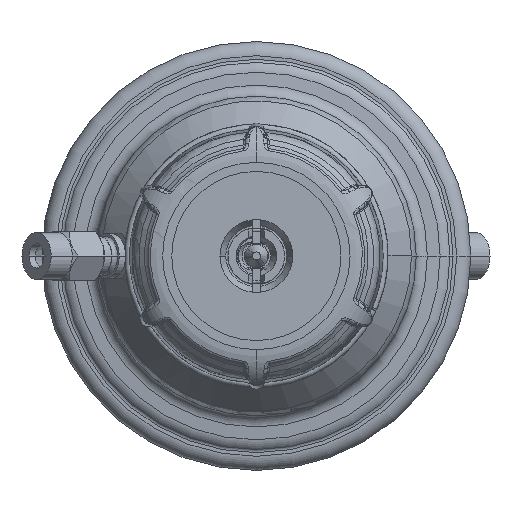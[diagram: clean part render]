
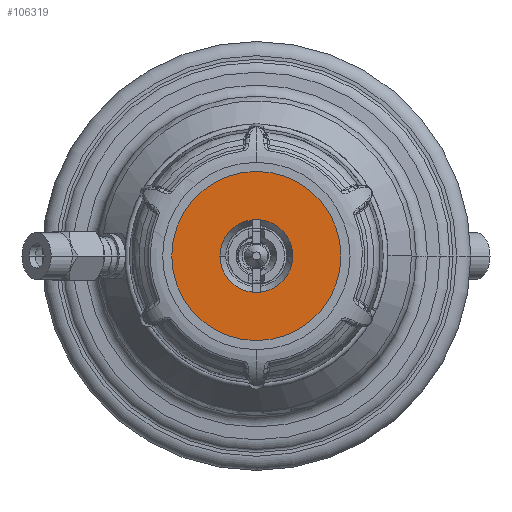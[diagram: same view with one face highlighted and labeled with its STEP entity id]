
A CAD part, front view. The second image highlights one B-rep face of the part: STEP entity #106319.
In plain terms, the highlighted planar face has unit normal (0, -1, 0).
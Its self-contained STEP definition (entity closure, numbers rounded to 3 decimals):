
#25800=CARTESIAN_POINT('',(0.,-231.623,0.));
#25801=DIRECTION('',(0.,1.,0.));
#25802=DIRECTION('',(0.,0.,-1.));
#25803=AXIS2_PLACEMENT_3D('',#25800,#25801,#25802);
#25805=CARTESIAN_POINT('',(0.,-231.623,0.));
#25806=DIRECTION('',(0.,-1.,0.));
#25807=DIRECTION('',(0.,0.,-1.));
#25808=AXIS2_PLACEMENT_3D('',#25805,#25806,#25807);
#25810=CARTESIAN_POINT('',(0.,-231.623,0.));
#25811=DIRECTION('',(0.,-1.,0.));
#25812=DIRECTION('',(0.,0.,1.));
#25813=AXIS2_PLACEMENT_3D('',#25810,#25811,#25812);
#25828=CARTESIAN_POINT('',(0.,-231.623,0.));
#25829=DIRECTION('',(0.,1.,0.));
#25830=DIRECTION('',(0.,0.,1.));
#25831=AXIS2_PLACEMENT_3D('',#25828,#25829,#25830);
#80558=CARTESIAN_POINT('',(0.,-231.623,-20.9));
#80560=VERTEX_POINT('',#80558);
#80562=CARTESIAN_POINT('',(0.,-231.623,20.9));
#80564=VERTEX_POINT('',#80562);
#80570=CARTESIAN_POINT('',(0.,-231.623,9.));
#80571=CARTESIAN_POINT('',(0.,-231.623,-9.));
#80572=VERTEX_POINT('',#80570);
#80573=VERTEX_POINT('',#80571);
#106304=CARTESIAN_POINT('',(0.,-231.623,0.));
#106305=DIRECTION('',(0.,-1.,0.));
#106306=DIRECTION('',(0.,0.,-1.));
#106307=AXIS2_PLACEMENT_3D('',#106304,#106305,#106306);
#106308=PLANE('',#106307);
#106309=ORIENTED_EDGE('',*,*,#106286,.T.);
#106310=ORIENTED_EDGE('',*,*,#106297,.F.);
#106311=EDGE_LOOP('',(#106309,#106310));
#106312=FACE_OUTER_BOUND('',#106311,.F.);
#106314=ORIENTED_EDGE('',*,*,#106313,.T.);
#106316=ORIENTED_EDGE('',*,*,#106315,.F.);
#106317=EDGE_LOOP('',(#106314,#106316));
#106318=FACE_BOUND('',#106317,.F.);
#106319=ADVANCED_FACE('',(#106312,#106318),#106308,.T.);
#25804=CIRCLE('',#25803,20.9);
#25809=CIRCLE('',#25808,20.9);
#25814=CIRCLE('',#25813,9.);
#25832=CIRCLE('',#25831,9.);
#106286=EDGE_CURVE('',#80560,#80564,#25804,.T.);
#106297=EDGE_CURVE('',#80560,#80564,#25809,.T.);
#106313=EDGE_CURVE('',#80572,#80573,#25814,.T.);
#106315=EDGE_CURVE('',#80572,#80573,#25832,.T.);
